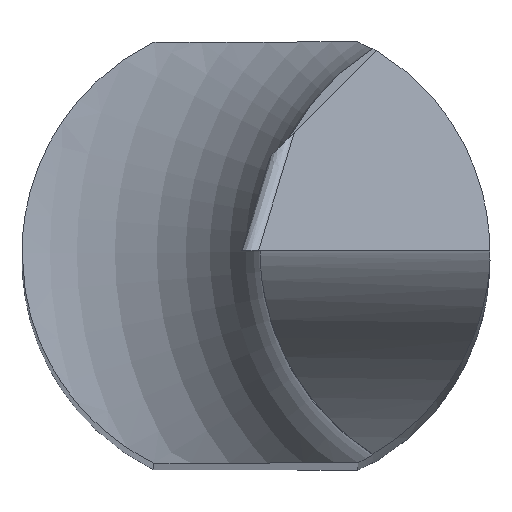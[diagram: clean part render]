
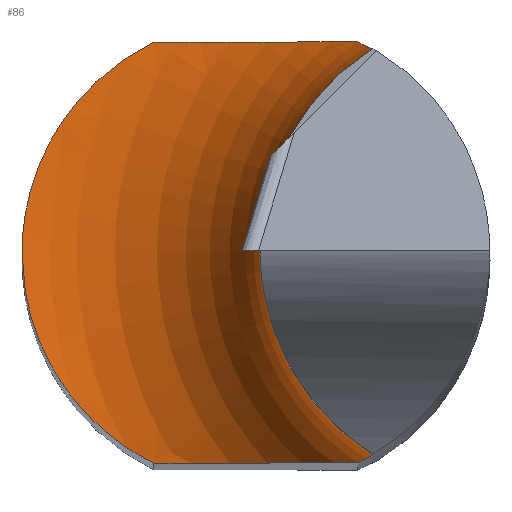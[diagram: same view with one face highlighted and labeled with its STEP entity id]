
A CAD part, top view. The second image highlights one B-rep face of the part: STEP entity #86.
In plain terms, the highlighted toroidal (fillet/blend) face has major radius 4.55 mm and minor radius 2 mm.
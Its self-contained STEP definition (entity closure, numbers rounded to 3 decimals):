
#29=TOROIDAL_SURFACE('',#672,4.55,2.);
#64=CIRCLE('',#670,2.55);
#65=CIRCLE('',#671,2.55);
#86=ADVANCED_FACE('',(#130),#29,.F.);
#130=FACE_OUTER_BOUND('',#158,.T.);
#158=EDGE_LOOP('',(#265,#266,#267,#268,#269,#270,#271,#272));
#265=ORIENTED_EDGE('',*,*,#415,.T.);
#266=ORIENTED_EDGE('',*,*,#431,.T.);
#267=ORIENTED_EDGE('',*,*,#429,.T.);
#268=ORIENTED_EDGE('',*,*,#428,.T.);
#269=ORIENTED_EDGE('',*,*,#426,.T.);
#270=ORIENTED_EDGE('',*,*,#423,.T.);
#271=ORIENTED_EDGE('',*,*,#432,.F.);
#272=ORIENTED_EDGE('',*,*,#433,.F.);
#351=VERTEX_POINT('',#1090);
#352=VERTEX_POINT('',#1099);
#359=VERTEX_POINT('',#1118);
#360=VERTEX_POINT('',#1127);
#361=VERTEX_POINT('',#1154);
#362=VERTEX_POINT('',#1170);
#363=VERTEX_POINT('',#1184);
#364=VERTEX_POINT('',#1199);
#415=EDGE_CURVE('',#352,#351,#471,.T.);
#423=EDGE_CURVE('',#360,#359,#473,.T.);
#426=EDGE_CURVE('',#361,#360,#474,.T.);
#428=EDGE_CURVE('',#362,#361,#475,.T.);
#429=EDGE_CURVE('',#363,#362,#476,.T.);
#431=EDGE_CURVE('',#351,#363,#477,.T.);
#432=EDGE_CURVE('',#364,#359,#64,.T.);
#433=EDGE_CURVE('',#352,#364,#65,.T.);
#471=B_SPLINE_CURVE_WITH_KNOTS('',3,(#1091,#1092,#1093,#1094,#1095,#1096,
#1097,#1098),.UNSPECIFIED.,.F.,.F.,(4,1,1,1,1,4),(0.,0.2,0.4,0.6,0.8,1.),
 .UNSPECIFIED.);
#473=B_SPLINE_CURVE_WITH_KNOTS('',3,(#1119,#1120,#1121,#1122,#1123,#1124,
#1125,#1126),.UNSPECIFIED.,.F.,.F.,(4,1,1,1,1,4),(0.,0.2,0.4,0.6,0.8,1.),
 .UNSPECIFIED.);
#474=B_SPLINE_CURVE_WITH_KNOTS('',3,(#1132,#1133,#1134,#1135,#1136,#1137,
#1138,#1139,#1140,#1141,#1142,#1143,#1144,#1145,#1146,#1147,#1148,#1149,
#1150,#1151,#1152,#1153),.UNSPECIFIED.,.F.,.F.,(4,1,1,1,1,1,1,1,1,1,1,1,
1,1,1,1,1,1,1,4),(0.,0.053,0.105,0.158,0.211,
0.263,0.316,0.368,0.421,0.474,
0.526,0.579,0.632,0.684,0.737,
0.789,0.842,0.895,0.947,1.),
 .UNSPECIFIED.);
#475=B_SPLINE_CURVE_WITH_KNOTS('',3,(#1157,#1158,#1159,#1160,#1161,#1162,
#1163,#1164,#1165,#1166,#1167,#1168,#1169),.UNSPECIFIED.,.F.,.F.,(4,3,3,
3,4),(0.,0.3,0.599,0.901,1.),
 .UNSPECIFIED.);
#476=B_SPLINE_CURVE_WITH_KNOTS('',3,(#1171,#1172,#1173,#1174,#1175,#1176,
#1177,#1178,#1179,#1180,#1181,#1182,#1183),.UNSPECIFIED.,.F.,.F.,(4,3,3,
3,4),(0.,0.292,0.584,0.885,1.),
 .UNSPECIFIED.);
#477=B_SPLINE_CURVE_WITH_KNOTS('',3,(#1187,#1188,#1189,#1190,#1191,#1192,
#1193,#1194,#1195,#1196),.UNSPECIFIED.,.F.,.F.,(4,3,3,4),(0.,0.4,
0.798,1.),.UNSPECIFIED.);
#670=AXIS2_PLACEMENT_3D('',#1198,#782,#783);
#671=AXIS2_PLACEMENT_3D('',#1200,#784,#785);
#672=AXIS2_PLACEMENT_3D('',#1201,#786,#787);
#782=DIRECTION('',(0.,0.,1.));
#783=DIRECTION('',(-1.,0.,0.));
#784=DIRECTION('',(0.,0.,1.));
#785=DIRECTION('',(-0.529,0.849,0.));
#786=DIRECTION('',(0.,0.,-1.));
#787=DIRECTION('',(1.,0.,0.));
#1090=CARTESIAN_POINT('',(1.09,2.25,22.139));
#1091=CARTESIAN_POINT('',(1.251,2.164,22.923));
#1092=CARTESIAN_POINT('',(1.251,2.164,22.869));
#1093=CARTESIAN_POINT('',(1.247,2.167,22.761));
#1094=CARTESIAN_POINT('',(1.228,2.178,22.6));
#1095=CARTESIAN_POINT('',(1.195,2.196,22.442));
#1096=CARTESIAN_POINT('',(1.15,2.22,22.287));
#1097=CARTESIAN_POINT('',(1.111,2.24,22.188));
#1098=CARTESIAN_POINT('',(1.09,2.25,22.139));
#1099=CARTESIAN_POINT('',(1.251,2.164,22.923));
#1118=CARTESIAN_POINT('',(1.251,-2.164,22.923));
#1119=CARTESIAN_POINT('',(1.09,-2.25,22.139));
#1120=CARTESIAN_POINT('',(1.111,-2.239,22.188));
#1121=CARTESIAN_POINT('',(1.15,-2.22,22.288));
#1122=CARTESIAN_POINT('',(1.195,-2.196,22.441));
#1123=CARTESIAN_POINT('',(1.228,-2.178,22.6));
#1124=CARTESIAN_POINT('',(1.247,-2.167,22.761));
#1125=CARTESIAN_POINT('',(1.251,-2.164,22.869));
#1126=CARTESIAN_POINT('',(1.251,-2.164,22.923));
#1127=CARTESIAN_POINT('',(1.09,-2.25,22.139));
#1132=CARTESIAN_POINT('',(-1.09,-2.25,20.936));
#1133=CARTESIAN_POINT('',(-1.049,-2.25,20.94));
#1134=CARTESIAN_POINT('',(-0.966,-2.25,20.95));
#1135=CARTESIAN_POINT('',(-0.841,-2.25,20.971));
#1136=CARTESIAN_POINT('',(-0.714,-2.25,20.997));
#1137=CARTESIAN_POINT('',(-0.586,-2.25,21.03));
#1138=CARTESIAN_POINT('',(-0.457,-2.25,21.069));
#1139=CARTESIAN_POINT('',(-0.328,-2.25,21.115));
#1140=CARTESIAN_POINT('',(-0.199,-2.25,21.167));
#1141=CARTESIAN_POINT('',(-0.07,-2.25,21.225));
#1142=CARTESIAN_POINT('',(0.058,-2.25,21.289));
#1143=CARTESIAN_POINT('',(0.185,-2.25,21.36));
#1144=CARTESIAN_POINT('',(0.309,-2.25,21.436));
#1145=CARTESIAN_POINT('',(0.431,-2.25,21.518));
#1146=CARTESIAN_POINT('',(0.547,-2.25,21.604));
#1147=CARTESIAN_POINT('',(0.658,-2.25,21.693));
#1148=CARTESIAN_POINT('',(0.762,-2.25,21.784));
#1149=CARTESIAN_POINT('',(0.858,-2.25,21.875));
#1150=CARTESIAN_POINT('',(0.945,-2.25,21.966));
#1151=CARTESIAN_POINT('',(1.023,-2.25,22.055));
#1152=CARTESIAN_POINT('',(1.069,-2.25,22.112));
#1153=CARTESIAN_POINT('',(1.09,-2.25,22.139));
#1154=CARTESIAN_POINT('',(-1.09,-2.25,20.936));
#1157=CARTESIAN_POINT('',(-2.5,0.,21.));
#1158=CARTESIAN_POINT('',(-2.5,-0.278,21.));
#1159=CARTESIAN_POINT('',(-2.452,-0.56,20.993));
#1160=CARTESIAN_POINT('',(-2.361,-0.823,20.981));
#1161=CARTESIAN_POINT('',(-2.269,-1.085,20.969));
#1162=CARTESIAN_POINT('',(-2.132,-1.335,20.953));
#1163=CARTESIAN_POINT('',(-1.959,-1.553,20.941));
#1164=CARTESIAN_POINT('',(-1.785,-1.772,20.928));
#1165=CARTESIAN_POINT('',(-1.571,-1.965,20.919));
#1166=CARTESIAN_POINT('',(-1.333,-2.115,20.925));
#1167=CARTESIAN_POINT('',(-1.255,-2.164,20.927));
#1168=CARTESIAN_POINT('',(-1.173,-2.21,20.93));
#1169=CARTESIAN_POINT('',(-1.09,-2.25,20.936));
#1170=CARTESIAN_POINT('',(-2.5,0.,21.));
#1171=CARTESIAN_POINT('',(-1.09,2.25,20.936));
#1172=CARTESIAN_POINT('',(-1.333,2.132,20.919));
#1173=CARTESIAN_POINT('',(-1.561,1.971,20.921));
#1174=CARTESIAN_POINT('',(-1.755,1.781,20.929));
#1175=CARTESIAN_POINT('',(-1.947,1.591,20.937));
#1176=CARTESIAN_POINT('',(-2.111,1.366,20.952));
#1177=CARTESIAN_POINT('',(-2.233,1.125,20.966));
#1178=CARTESIAN_POINT('',(-2.358,0.875,20.98));
#1179=CARTESIAN_POINT('',(-2.443,0.601,20.992));
#1180=CARTESIAN_POINT('',(-2.479,0.323,20.997));
#1181=CARTESIAN_POINT('',(-2.493,0.216,20.999));
#1182=CARTESIAN_POINT('',(-2.5,0.108,21.));
#1183=CARTESIAN_POINT('',(-2.5,0.,21.));
#1184=CARTESIAN_POINT('',(-1.09,2.25,20.936));
#1187=CARTESIAN_POINT('',(1.09,2.25,22.139));
#1188=CARTESIAN_POINT('',(0.884,2.25,21.87));
#1189=CARTESIAN_POINT('',(0.621,2.25,21.642));
#1190=CARTESIAN_POINT('',(0.337,2.25,21.456));
#1191=CARTESIAN_POINT('',(0.056,2.25,21.271));
#1192=CARTESIAN_POINT('',(-0.257,2.25,21.124));
#1193=CARTESIAN_POINT('',(-0.582,2.25,21.033));
#1194=CARTESIAN_POINT('',(-0.748,2.25,20.986));
#1195=CARTESIAN_POINT('',(-0.918,2.25,20.953));
#1196=CARTESIAN_POINT('',(-1.09,2.25,20.936));
#1198=CARTESIAN_POINT('',(2.6,0.,22.923));
#1199=CARTESIAN_POINT('',(0.05,0.,22.923));
#1200=CARTESIAN_POINT('',(2.6,0.,22.923));
#1201=CARTESIAN_POINT('',(2.6,0.,22.923));
